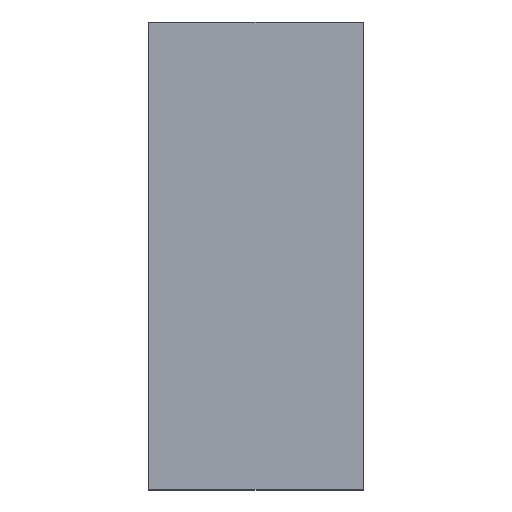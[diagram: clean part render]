
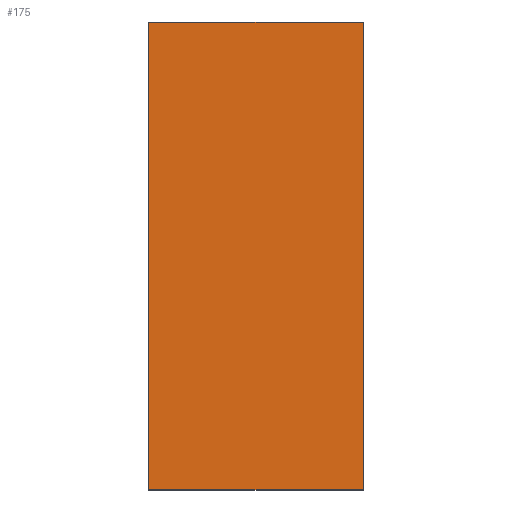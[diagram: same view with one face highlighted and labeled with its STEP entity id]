
A CAD part, top view. The second image highlights one B-rep face of the part: STEP entity #175.
In plain terms, the highlighted planar face has unit normal (0, 0, 1).
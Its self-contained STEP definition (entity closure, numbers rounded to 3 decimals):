
#3 = LINE ( 'NONE', #110, #65 ) ;
#7 = CARTESIAN_POINT ( 'NONE',  ( 140., 305., 2. ) ) ;
#25 = VERTEX_POINT ( 'NONE', #41 ) ;
#26 = CARTESIAN_POINT ( 'NONE',  ( -140., -305., 2. ) ) ;
#28 = VECTOR ( 'NONE', #196, 1000. ) ;
#33 = VERTEX_POINT ( 'NONE', #133 ) ;
#35 = ORIENTED_EDGE ( 'NONE', *, *, #183, .T. ) ;
#39 = CARTESIAN_POINT ( 'NONE',  ( -140., -305., 2. ) ) ;
#40 = FACE_OUTER_BOUND ( 'NONE', #128, .T. ) ;
#41 = CARTESIAN_POINT ( 'NONE',  ( 140., -305., 2. ) ) ;
#45 = EDGE_CURVE ( 'NONE', #25, #172, #119, .T. ) ;
#48 = LINE ( 'NONE', #26, #82 ) ;
#51 = VERTEX_POINT ( 'NONE', #39 ) ;
#61 = VECTOR ( 'NONE', #137, 1000. ) ;
#65 = VECTOR ( 'NONE', #109, 1000. ) ;
#66 = CARTESIAN_POINT ( 'NONE',  ( 0., 0., 2. ) ) ;
#82 = VECTOR ( 'NONE', #90, 1000. ) ;
#90 = DIRECTION ( 'NONE',  ( 1., 0., 0. ) ) ;
#94 = ORIENTED_EDGE ( 'NONE', *, *, #117, .T. ) ;
#99 = ORIENTED_EDGE ( 'NONE', *, *, #45, .T. ) ;
#109 = DIRECTION ( 'NONE',  ( -1., 0., 0. ) ) ;
#110 = CARTESIAN_POINT ( 'NONE',  ( -140., 305., 2. ) ) ;
#117 = EDGE_CURVE ( 'NONE', #51, #25, #48, .T. ) ;
#119 = LINE ( 'NONE', #195, #28 ) ;
#128 = EDGE_LOOP ( 'NONE', ( #99, #35, #139, #94 ) ) ;
#133 = CARTESIAN_POINT ( 'NONE',  ( -140., 305., 2. ) ) ;
#137 = DIRECTION ( 'NONE',  ( 0., -1., 0. ) ) ;
#138 = DIRECTION ( 'NONE',  ( 0., 0., 1. ) ) ;
#139 = ORIENTED_EDGE ( 'NONE', *, *, #146, .T. ) ;
#146 = EDGE_CURVE ( 'NONE', #33, #51, #160, .T. ) ;
#154 = AXIS2_PLACEMENT_3D ( 'NONE', #66, #138, #156 ) ;
#156 = DIRECTION ( 'NONE',  ( 1., 0., 0. ) ) ;
#160 = LINE ( 'NONE', #193, #61 ) ;
#172 = VERTEX_POINT ( 'NONE', #7 ) ;
#175 = ADVANCED_FACE ( 'NONE', ( #40 ), #184, .T. ) ;
#183 = EDGE_CURVE ( 'NONE', #172, #33, #3, .T. ) ;
#184 = PLANE ( 'NONE',  #154 ) ;
#193 = CARTESIAN_POINT ( 'NONE',  ( -140., 305., 2. ) ) ;
#195 = CARTESIAN_POINT ( 'NONE',  ( 140., 305., 2. ) ) ;
#196 = DIRECTION ( 'NONE',  ( 0., 1., 0. ) ) ;
